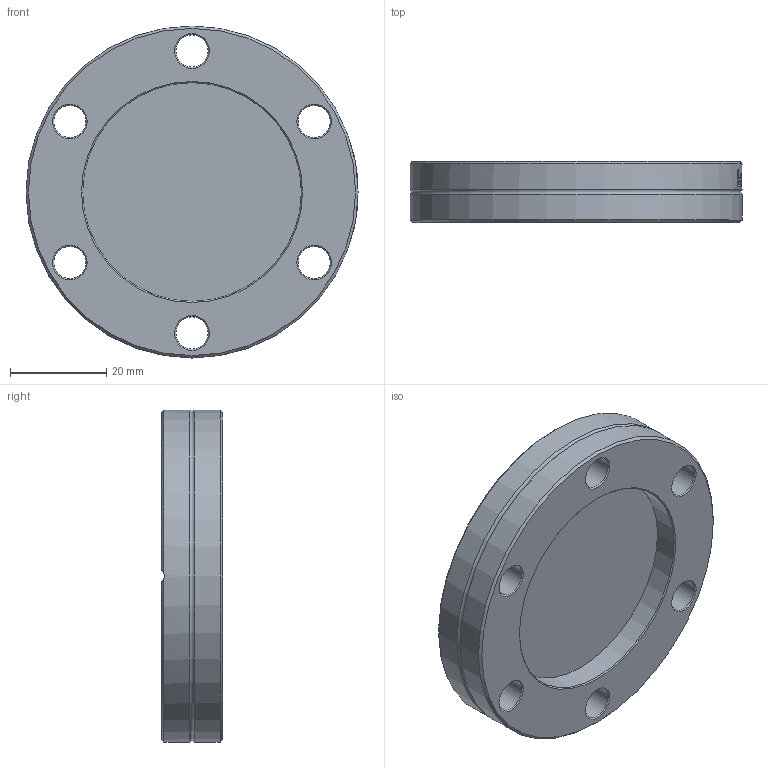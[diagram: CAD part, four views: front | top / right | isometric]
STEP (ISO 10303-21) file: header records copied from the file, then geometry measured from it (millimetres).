
FILE_DESCRIPTION(/* description */ (''),/* implementation_level */ '2;1');
FILE_NAME(/* name */ 'FL-40CFR.stp',/* time_stamp */ '2018-01-12T15:50:50+00:00',/* author */ ('paul'),/* organization */ (''),/* preprocessor_version */ 'ST-DEVELOPER v16.13',/* originating_system */ 'Autodesk Inventor 2018',/* authorisation */ '');
FILE_SCHEMA (('AUTOMOTIVE_DESIGN { 1 0 10303 214 3 1 1 }'));
Length unit declared in the file: millimetre
Products named in the file (3): FL-40CFR; FL-40CF-OUT; FL-40CF blank rotatable inner
Assembly tree (2 placements, depth 2):
  FL-40CFR
    FL-40CF-OUT
    FL-40CF blank rotatable inner
Bounding box: 69.1 x 12.7 x 69.1 mm (x, y, z)
Volume: 34255.4 mm3; surface area: 14532.6 mm2
Topology: 2 solids, 2 shells, 129 faces, 340 edges, 223 vertices
Faces by surface type: plane 48, bspline 41, cylinder 21, cone 18, torus 1
Full cylindrical faces by diameter (mm): 6.7 x6, 45.5 x1, 48.1 x1, 48.3 x1, 69.1 x2
Entity records: 5346 total; most frequent: CARTESIAN_POINT 2390, ORIENTED_EDGE 608, DIRECTION 501, EDGE_CURVE 304, VERTEX_POINT 215, AXIS2_PLACEMENT_3D 195, EDGE_LOOP 179, FACE_OUTER_BOUND 129
